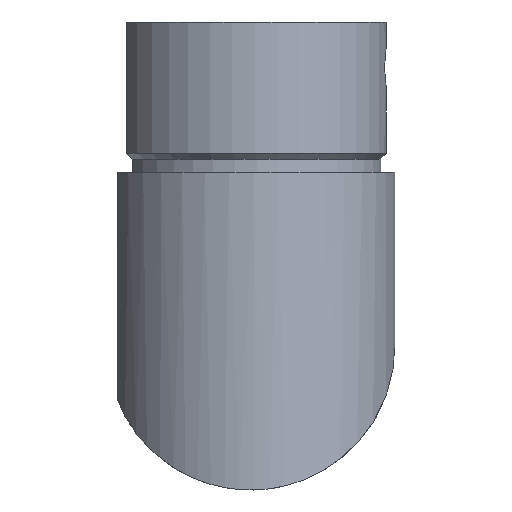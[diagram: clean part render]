
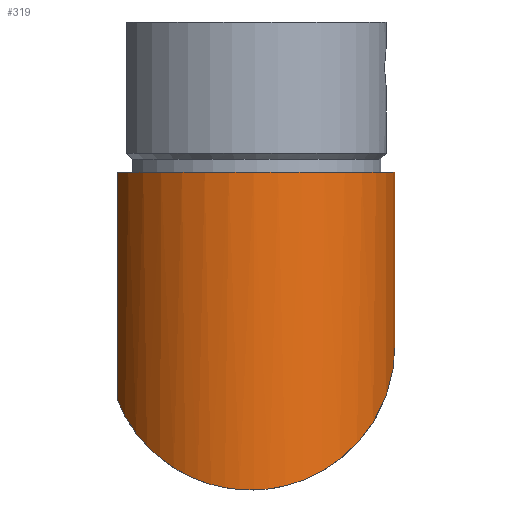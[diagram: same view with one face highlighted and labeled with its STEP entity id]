
A CAD part, left-side view. The second image highlights one B-rep face of the part: STEP entity #319.
In plain terms, the highlighted cylindrical face has radius 25.4 mm (diameter 50.8 mm), a partial arc.
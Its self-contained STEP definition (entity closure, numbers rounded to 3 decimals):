
#319=ADVANCED_FACE('',(#620),#622,.T.);
#620=FACE_BOUND('',#621,.T.);
#621=EDGE_LOOP('',(#1132,#1133,#1134,#1135));
#622=CYLINDRICAL_SURFACE('',#623,25.4);
#623=AXIS2_PLACEMENT_3D('',#624,#625,#626);
#624=CARTESIAN_POINT('',(25.4,0.,82.5));
#625=DIRECTION('',(0.,0.,-1.));
#626=DIRECTION('',(0.,1.,0.));
#1132=ORIENTED_EDGE('',*,*,#1265,.T.);
#1133=ORIENTED_EDGE('',*,*,#1230,.T.);
#1134=ORIENTED_EDGE('',*,*,#1266,.F.);
#1135=ORIENTED_EDGE('',*,*,#1238,.T.);
#1230=EDGE_CURVE('',#1381,#1379,#1382,.T.);
#1238=EDGE_CURVE('',#1395,#1393,#1396,.F.);
#1265=EDGE_CURVE('',#1393,#1381,#1434,.T.);
#1266=EDGE_CURVE('',#1395,#1379,#1435,.T.);
#1379=VERTEX_POINT('',#1925);
#1381=VERTEX_POINT('',#1929);
#1382=LINE('',#1930,#1931);
#1393=VERTEX_POINT('',#1962);
#1395=VERTEX_POINT('',#1966);
#1396=LINE('',#1967,#1968);
#1434=CIRCLE('',#2072,25.4);
#1435=(BOUNDED_CURVE()B_SPLINE_CURVE(3,
(#2076,#2077,#2078,#2079,#2080,#2081,#2082),
.UNSPECIFIED.,.F.,.F.)B_SPLINE_CURVE_WITH_KNOTS((4,3,4),
(0.,0.5,1.),
.UNSPECIFIED.)CURVE()GEOMETRIC_REPRESENTATION_ITEM()RATIONAL_B_SPLINE_CURVE((1.,
0.46,0.46,1.,0.46,0.46,1.))
REPRESENTATION_ITEM(''));
#1925=CARTESIAN_POINT('',(15.9,23.557,15.9));
#1929=CARTESIAN_POINT('',(15.9,23.557,56.));
#1930=CARTESIAN_POINT('',(15.9,23.557,56.));
#1931=VECTOR('',#1932,1.);
#1932=DIRECTION('',(0.,0.,-1.));
#1962=CARTESIAN_POINT('',(34.9,23.557,56.));
#1966=CARTESIAN_POINT('',(34.9,23.557,34.9));
#1967=CARTESIAN_POINT('',(34.9,23.557,56.));
#1968=VECTOR('',#1969,1.);
#1969=DIRECTION('',(0.,0.,-1.));
#2072=AXIS2_PLACEMENT_3D('',#2073,#2074,#2075);
#2073=CARTESIAN_POINT('',(25.4,0.,56.));
#2074=DIRECTION('',(0.,0.,-1.));
#2075=DIRECTION('',(0.374,0.927,0.));
#2076=CARTESIAN_POINT('',(34.9,23.557,34.9));
#2077=CARTESIAN_POINT('',(68.391,10.05,68.391));
#2078=CARTESIAN_POINT('',(61.512,-25.4,61.512));
#2079=CARTESIAN_POINT('',(25.4,-25.4,25.4));
#2080=CARTESIAN_POINT('',(-10.712,-25.4,-10.712));
#2081=CARTESIAN_POINT('',(-17.591,10.05,-17.591));
#2082=CARTESIAN_POINT('',(15.9,23.557,15.9));
